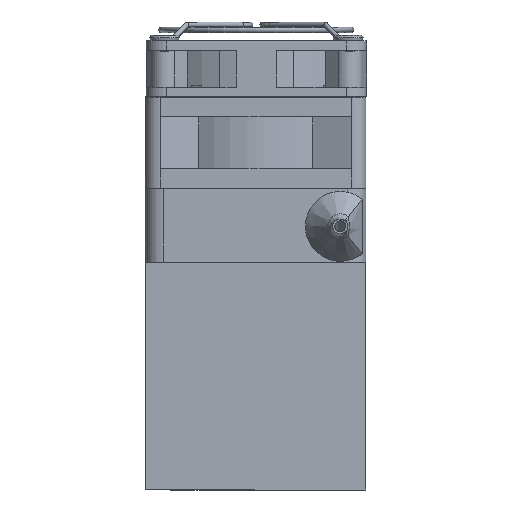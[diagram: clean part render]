
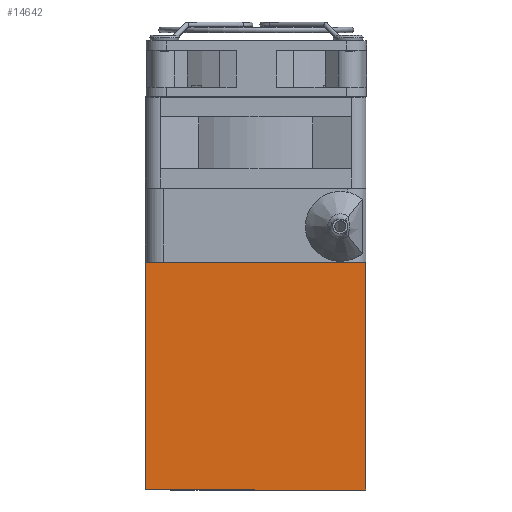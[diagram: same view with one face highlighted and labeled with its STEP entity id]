
A CAD part, left-side view. The second image highlights one B-rep face of the part: STEP entity #14642.
In plain terms, the highlighted face is planar.
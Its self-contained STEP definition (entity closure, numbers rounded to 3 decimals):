
#2118=FACE_OUTER_BOUND('',#2978,.T.);
#2978=EDGE_LOOP('',(#9946,#9947,#9948,#9949));
#3969=LINE('',#22628,#4835);
#3971=LINE('',#22632,#4837);
#3977=LINE('',#22652,#4843);
#3978=LINE('',#22653,#4844);
#4835=VECTOR('',#17422,10.);
#4837=VECTOR('',#17426,10.);
#4843=VECTOR('',#17450,10.);
#4844=VECTOR('',#17451,10.);
#5928=VERTEX_POINT('',#22625);
#5929=VERTEX_POINT('',#22627);
#5930=VERTEX_POINT('',#22631);
#5935=VERTEX_POINT('',#22651);
#7461=EDGE_CURVE('',#5929,#5928,#3969,.T.);
#7463=EDGE_CURVE('',#5929,#5930,#3971,.T.);
#7473=EDGE_CURVE('',#5928,#5935,#3977,.T.);
#7474=EDGE_CURVE('',#5930,#5935,#3978,.T.);
#9946=ORIENTED_EDGE('',*,*,#7461,.T.);
#9947=ORIENTED_EDGE('',*,*,#7473,.T.);
#9948=ORIENTED_EDGE('',*,*,#7474,.F.);
#9949=ORIENTED_EDGE('',*,*,#7463,.F.);
#14314=PLANE('',#15626);
#14642=ADVANCED_FACE('',(#2118),#14314,.T.);
#15626=AXIS2_PLACEMENT_3D('',#22650,#17448,#17449);
#17422=DIRECTION('',(0.,-1.,0.));
#17426=DIRECTION('',(0.,0.,-1.));
#17448=DIRECTION('center_axis',(1.,0.,0.));
#17449=DIRECTION('ref_axis',(0.,-1.,0.));
#17450=DIRECTION('',(0.,0.,-1.));
#17451=DIRECTION('',(0.,-1.,0.));
#22625=CARTESIAN_POINT('',(17.384,9.973,11.278));
#22627=CARTESIAN_POINT('',(17.384,69.973,11.278));
#22628=CARTESIAN_POINT('',(17.384,11.344,11.278));
#22631=CARTESIAN_POINT('',(17.384,69.973,-50.722));
#22632=CARTESIAN_POINT('',(17.384,69.973,28.278));
#22650=CARTESIAN_POINT('Origin',(17.384,12.715,28.278));
#22651=CARTESIAN_POINT('',(17.384,9.973,-50.722));
#22652=CARTESIAN_POINT('',(17.384,9.973,28.278));
#22653=CARTESIAN_POINT('',(17.384,69.973,-50.722));
